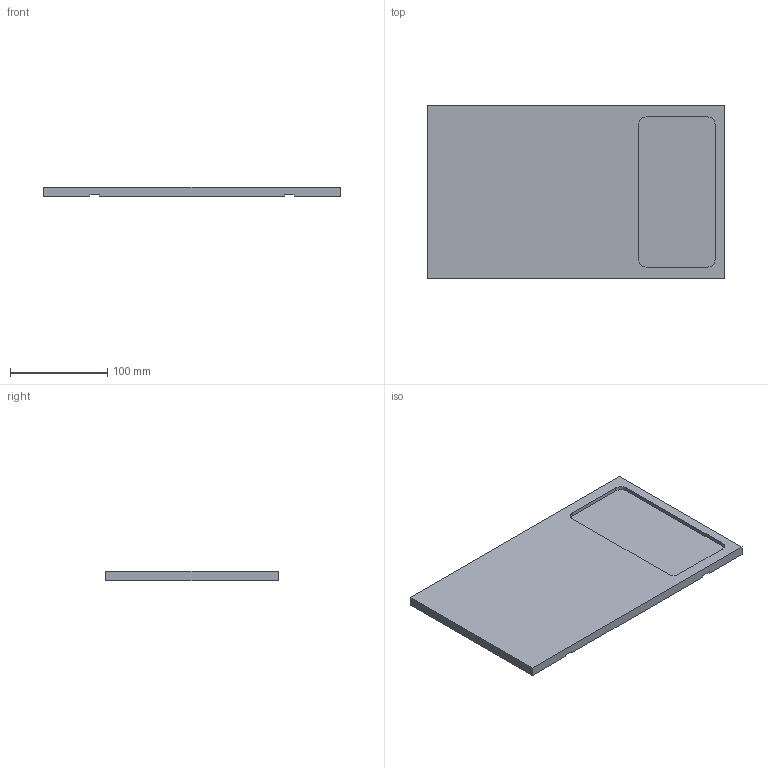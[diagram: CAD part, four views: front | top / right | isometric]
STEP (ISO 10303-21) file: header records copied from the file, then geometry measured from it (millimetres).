
FILE_DESCRIPTION(/* description */ (''),/* implementation_level */ '2;1');
FILE_NAME(/* name */ 'Shelf-Cover.step',/* time_stamp */ '2024-08-14T19:46:45-04:00',/* author */ (''),/* organization */ (''),/* preprocessor_version */ 'ST-DEVELOPER v20',/* originating_system */ 'Autodesk Translation Framework v13.14.0.145',/* authorisation */ '');
FILE_SCHEMA (('AUTOMOTIVE_DESIGN { 1 0 10303 214 3 1 1 }'));
Length unit declared in the file: inch
Products named in the file (1): Shelf-Cover
Bounding box: 304.8 x 177.8 x 9.53 mm (x, y, z)
Volume: 463258 mm3; surface area: 121104.3 mm2
Topology: 1 solids, 1 shells, 39 faces, 84 edges, 56 vertices
Faces by surface type: plane 27, cylinder 12
Full cylindrical faces by diameter (mm): 4.216 x8
Entity records: 1104 total; most frequent: DIRECTION 188, CARTESIAN_POINT 180, ORIENTED_EDGE 168, EDGE_CURVE 84, AXIS2_PLACEMENT_3D 64, LINE 60, VECTOR 60, VERTEX_POINT 56
